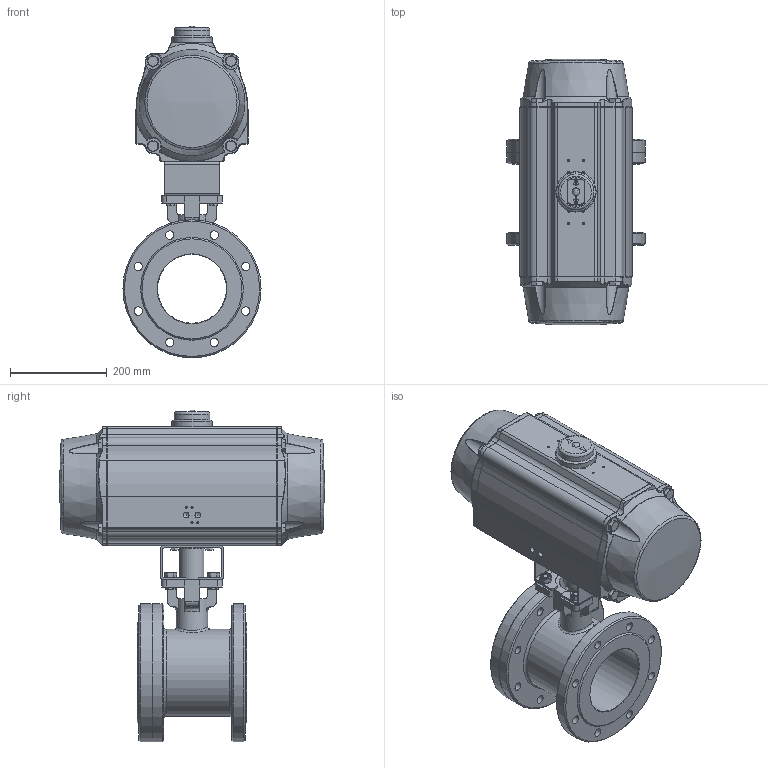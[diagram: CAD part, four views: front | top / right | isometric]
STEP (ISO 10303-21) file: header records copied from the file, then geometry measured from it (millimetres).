
FILE_DESCRIPTION(/* description */ ('Unknown'),/* implementation_level */ '2;1');
FILE_NAME(/* name */ 'FR080932-14',/* time_stamp */ '2023-05-02T11:08:22+02:00',/* author */ ('Unknown'),/* organization */ ('Unknown'),/* preprocessor_version */ 'ST-DEVELOPER v18.102',/* originating_system */ 'Solid Edge',/* authorisation */ 'Unknown');
FILE_SCHEMA (('AUTOMOTIVE_DESIGN {1 0 10303 214 3 1 1}'));
Length unit declared in the file: millimetre
Products named in the file (12): FR936-8.440.150; M10x20; 8.440.150 ; Spindeladapter SW22 L60 f. 8.440.125; M12x30; Brücke F10-F12; Mutter M12; DW09_FR08_(DW1277_FR936); KP-200; hexagon head bolts--product grade c gb_GB_FASTENER_BOLT_HHBC M14X60-N; cup head nib bolts with large head gb_GB_FASTENER_BOLT_CHNBW M6X25-N; __________
Assembly tree (27 placements, depth 3):
  FR936-8.440.150
    M10x20  x4
    8.440.150 
    Spindeladapter SW22 L60 f. 8.440.125
    M12x30  x4
    Brücke F10-F12
    Mutter M12  x4
    DW09_FR08_(DW1277_FR936)
      KP-200
      hexagon head bolts--product grade c gb_GB_FASTENER_BOLT_HHBC M14X60-N  x8
      cup head nib bolts with large head gb_GB_FASTENER_BOLT_CHNBW M6X25-N
      __________
Bounding box: 285 x 547.1 x 684.4 mm (x, y, z)
Volume: 29964992 mm3; surface area: 1209334.4 mm2
Topology: 26 solids, 26 shells, 1068 faces, 2586 edges, 1602 vertices
Faces by surface type: plane 388, cylinder 247, cone 243, bspline 113, torus 74, sphere 3
Full cylindrical faces by diameter (mm): 4.2 x12, 4.66 x1, 5 x1, 6 x1, 6.2 x1, 10 x4, 11 x4, 11.8 x2, 12 x12, 13 x12, 14 x12, 17.294 x16, 33 x1, 50 x1, 51.8 x1, 56.5 x1, 58.7 x1, 65 x1, 69 x1, 70 x2, 74 x1, 75 x1, 78 x1, 83 x1, 142 x1, 180 x1, 284 x1, 285 x3
Entity records: 30741 total; most frequent: CARTESIAN_POINT 12700, DIRECTION 3423, ORIENTED_EDGE 3310, EDGE_CURVE 1655, AXIS2_PLACEMENT_3D 1397, VERTEX_POINT 1091, FACE_BOUND 1016, EDGE_LOOP 993
